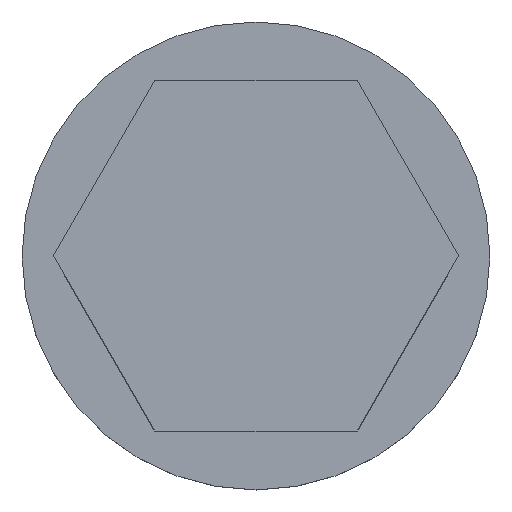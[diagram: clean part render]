
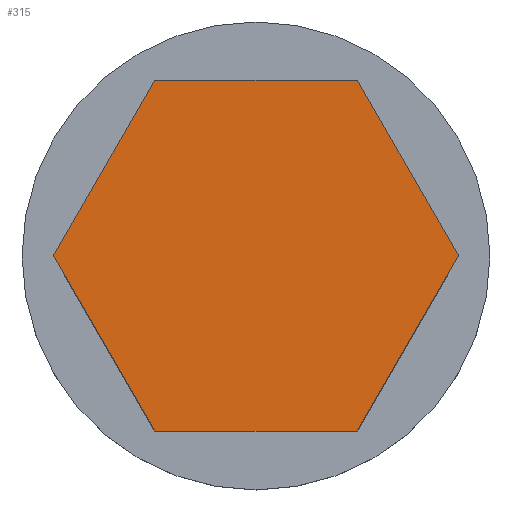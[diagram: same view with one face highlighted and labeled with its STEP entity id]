
A CAD part, top view. The second image highlights one B-rep face of the part: STEP entity #315.
In plain terms, the highlighted planar face has unit normal (0, 0, 1).
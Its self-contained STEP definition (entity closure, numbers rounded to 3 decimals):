
#131=CARTESIAN_POINT('',(-1.732,-3.,5.));
#132=VERTEX_POINT('',#131);
#139=CARTESIAN_POINT('',(-3.464,0.,5.));
#140=VERTEX_POINT('',#139);
#141=CARTESIAN_POINT('',(-1.732,-3.,5.));
#142=DIRECTION('',(-0.5,0.866,0.));
#143=VECTOR('',#142,3.464);
#144=LINE('',#141,#143);
#145=EDGE_CURVE('',#132,#140,#144,.T.);
#170=CARTESIAN_POINT('',(-1.732,3.,5.));
#171=VERTEX_POINT('',#170);
#172=CARTESIAN_POINT('',(-3.464,0.,5.));
#173=DIRECTION('',(0.5,0.866,0.));
#174=VECTOR('',#173,3.464);
#175=LINE('',#172,#174);
#176=EDGE_CURVE('',#140,#171,#175,.T.);
#201=CARTESIAN_POINT('',(1.732,3.,5.));
#202=VERTEX_POINT('',#201);
#203=CARTESIAN_POINT('',(-1.732,3.,5.));
#204=DIRECTION('',(1.,0.,0.));
#205=VECTOR('',#204,3.464);
#206=LINE('',#203,#205);
#207=EDGE_CURVE('',#171,#202,#206,.T.);
#232=CARTESIAN_POINT('',(3.464,0.,5.));
#233=VERTEX_POINT('',#232);
#234=CARTESIAN_POINT('',(1.732,3.,5.));
#235=DIRECTION('',(0.5,-0.866,0.));
#236=VECTOR('',#235,3.464);
#237=LINE('',#234,#236);
#238=EDGE_CURVE('',#202,#233,#237,.T.);
#263=CARTESIAN_POINT('',(1.732,-3.,5.));
#264=VERTEX_POINT('',#263);
#265=CARTESIAN_POINT('',(3.464,0.,5.));
#266=DIRECTION('',(-0.5,-0.866,0.));
#267=VECTOR('',#266,3.464);
#268=LINE('',#265,#267);
#269=EDGE_CURVE('',#233,#264,#268,.T.);
#292=CARTESIAN_POINT('',(1.732,-3.,5.));
#293=DIRECTION('',(-1.,0.,0.));
#294=VECTOR('',#293,3.464);
#295=LINE('',#292,#294);
#296=EDGE_CURVE('',#264,#132,#295,.T.);
#302=CARTESIAN_POINT('',(0.,0.,5.));
#303=DIRECTION('',(1.,0.,0.));
#304=DIRECTION('',(0.,0.,1.));
#305=AXIS2_PLACEMENT_3D('',#302,#304,#303);
#306=PLANE('',#305);
#307=ORIENTED_EDGE('',*,*,#296,.F.);
#308=ORIENTED_EDGE('',*,*,#269,.F.);
#309=ORIENTED_EDGE('',*,*,#238,.F.);
#310=ORIENTED_EDGE('',*,*,#207,.F.);
#311=ORIENTED_EDGE('',*,*,#176,.F.);
#312=ORIENTED_EDGE('',*,*,#145,.F.);
#313=EDGE_LOOP('',(#307,#308,#309,#310,#311,#312));
#314=FACE_OUTER_BOUND('',#313,.T.);
#315=ADVANCED_FACE('F10',(#314),#306,.T.);
